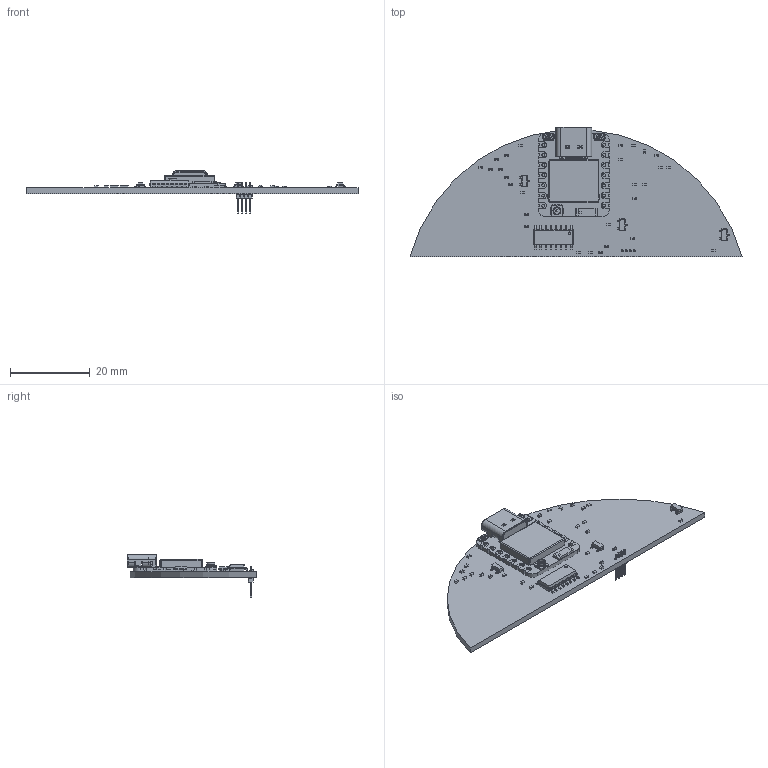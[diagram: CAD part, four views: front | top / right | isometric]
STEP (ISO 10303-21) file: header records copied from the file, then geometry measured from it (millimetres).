
FILE_DESCRIPTION(('KiCad electronic assembly'),'2;1');
FILE_NAME('WeighingScalePCB.step','2025-09-07T21:46:50',('Pcbnew'),( 'Kicad'),'Open CASCADE STEP processor 7.9','KiCad to STEP converter' ,'Unknown');
FILE_SCHEMA(('AUTOMOTIVE_DESIGN { 1 0 10303 214 1 1 1 1 }'));
Length unit declared in the file: millimetre
Products named in the file (40): WeighingScalePCB 1; SOIC-16_3.9x9.9mm_P1.27mm; C_0402_1005Metric; R_0402_1005Metric; SOT-23; Seeed Studio XIAO ESP32-C6; Seeed Studio XIAO-ESP32-C6; USB TYPE C PORT; USB TYPE C PORT (1); BOSS-EXTRUDE14_8_; BOSS-EXTRUDE7_4_; BOSS-EXTRUDE7_3_; BOSS-EXTRUDE14_4_; BOSS-EXTRUDE14_2_; BOSS-EXTRUDE14_11_; BOSS-EXTRUDE7_7_; BOSS-EXTRUDE14_9_; BOSS-EXTRUDE14_3_; BOSS-EXTRUDE14_7_; MIRROR2; BOSS-EXTRUDE14_5_; BOSS-EXTRUDE14_12_; BOSS-EXTRUDE7_8_; BOSS-EXTRUDE7_1_; BOSS-EXTRUDE14_10_; BOSS-EXTRUDE7_9_; BOSS-EXTRUDE14_6_; CHAMFER9; BOSS-EXTRUDE14_1_; BOSS-EXTRUDE7_6_; BOSS-EXTRUDE7_2_; CUT-EXTRUDE5; BOSS-EXTRUDE7_5_; U.FL Connector v1; Shield; COMPOUND; SKTAAAE010 v1; KH5220-A36 (Ceramic Antenna) v2; PinHeader_1x04_P1.00mm_Vertical; WeighingScalePCB_PCB
Assembly tree (68 placements, depth 6):
  WeighingScalePCB 1
    SOIC-16_3.9x9.9mm_P1.27mm
    C_0402_1005Metric  x16
    R_0402_1005Metric  x12
    SOT-23  x3
    Seeed Studio XIAO ESP32-C6
      Seeed Studio XIAO-ESP32-C6
        USB TYPE C PORT
          USB TYPE C PORT (1)
            BOSS-EXTRUDE14_8_
            BOSS-EXTRUDE7_4_
            BOSS-EXTRUDE7_3_
            BOSS-EXTRUDE14_4_
            BOSS-EXTRUDE14_2_
            BOSS-EXTRUDE14_11_
            BOSS-EXTRUDE7_7_
            BOSS-EXTRUDE14_9_
            BOSS-EXTRUDE14_3_
            BOSS-EXTRUDE14_7_
            MIRROR2
            BOSS-EXTRUDE14_5_
            BOSS-EXTRUDE14_12_
            BOSS-EXTRUDE7_8_
            BOSS-EXTRUDE7_1_
            BOSS-EXTRUDE14_10_
            BOSS-EXTRUDE7_9_
            BOSS-EXTRUDE14_6_
            CHAMFER9
            BOSS-EXTRUDE14_1_
            BOSS-EXTRUDE7_6_
            BOSS-EXTRUDE7_2_
            CUT-EXTRUDE5
            BOSS-EXTRUDE7_5_
        U.FL Connector v1
        Shield
        COMPOUND
      SKTAAAE010 v1  x2
      KH5220-A36 (Ceramic Antenna) v2
    PinHeader_1x04_P1.00mm_Vertical
    WeighingScalePCB_PCB
Bounding box: 83.08 x 32.49 x 10.69 mm (x, y, z)
Volume: 3662.2 mm3; surface area: 6533.3 mm2
Topology: 71 solids, 71 shells, 2393 faces, 6200 edges, 4013 vertices
Faces by surface type: plane 1664, cylinder 627, bspline 72, torus 14, cone 9, sphere 7
Full cylindrical faces by diameter (mm): 0.5 x7, 0.6 x2, 0.75 x14, 1.524 x8, 1.65 x1, 1.9 x1, 2 x2
Entity records: 51563 total; most frequent: CARTESIAN_POINT 8232, ORIENTED_EDGE 7516, DIRECTION 7370, EDGE_CURVE 3758, LINE 3020, VECTOR 3020, VERTEX_POINT 2424, AXIS2_PLACEMENT_3D 2175
